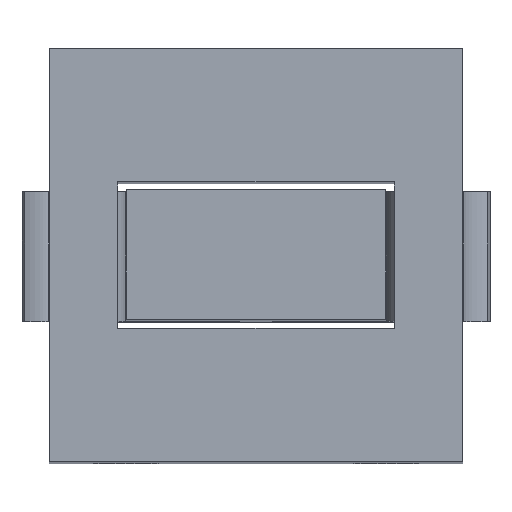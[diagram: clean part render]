
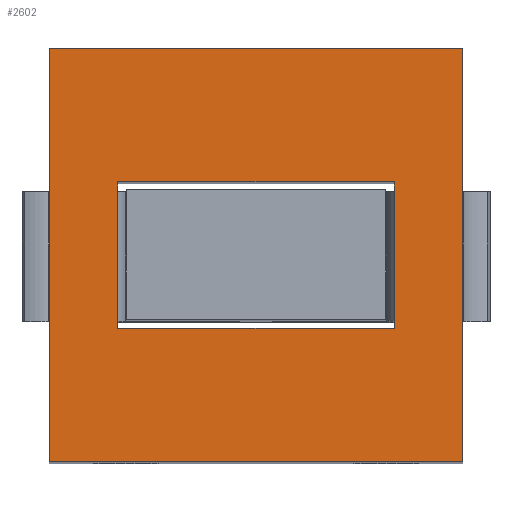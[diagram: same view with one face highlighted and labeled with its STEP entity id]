
A CAD part, top view. The second image highlights one B-rep face of the part: STEP entity #2602.
In plain terms, the highlighted planar face has unit normal (0, 0, 1).
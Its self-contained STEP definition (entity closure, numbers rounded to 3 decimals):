
#170=FACE_BOUND('',#317,.T.);
#181=FACE_OUTER_BOUND('',#316,.T.);
#316=EDGE_LOOP('',(#1728,#1729,#1730,#1731));
#317=EDGE_LOOP('',(#1732,#1733,#1734,#1735));
#462=LINE('',#3612,#770);
#463=LINE('',#3614,#771);
#464=LINE('',#3616,#772);
#465=LINE('',#3617,#773);
#466=LINE('',#3620,#774);
#467=LINE('',#3622,#775);
#468=LINE('',#3624,#776);
#469=LINE('',#3625,#777);
#770=VECTOR('',#2955,10.);
#771=VECTOR('',#2956,10.);
#772=VECTOR('',#2957,10.);
#773=VECTOR('',#2958,10.);
#774=VECTOR('',#2959,10.);
#775=VECTOR('',#2960,10.);
#776=VECTOR('',#2961,10.);
#777=VECTOR('',#2962,10.);
#1078=VERTEX_POINT('',#3610);
#1079=VERTEX_POINT('',#3611);
#1080=VERTEX_POINT('',#3613);
#1081=VERTEX_POINT('',#3615);
#1082=VERTEX_POINT('',#3618);
#1083=VERTEX_POINT('',#3619);
#1084=VERTEX_POINT('',#3621);
#1085=VERTEX_POINT('',#3623);
#1338=EDGE_CURVE('',#1078,#1079,#462,.T.);
#1339=EDGE_CURVE('',#1080,#1078,#463,.T.);
#1340=EDGE_CURVE('',#1081,#1080,#464,.T.);
#1341=EDGE_CURVE('',#1079,#1081,#465,.T.);
#1342=EDGE_CURVE('',#1082,#1083,#466,.T.);
#1343=EDGE_CURVE('',#1084,#1082,#467,.T.);
#1344=EDGE_CURVE('',#1085,#1084,#468,.T.);
#1345=EDGE_CURVE('',#1083,#1085,#469,.T.);
#1728=ORIENTED_EDGE('',*,*,#1338,.F.);
#1729=ORIENTED_EDGE('',*,*,#1339,.F.);
#1730=ORIENTED_EDGE('',*,*,#1340,.F.);
#1731=ORIENTED_EDGE('',*,*,#1341,.F.);
#1732=ORIENTED_EDGE('',*,*,#1342,.F.);
#1733=ORIENTED_EDGE('',*,*,#1343,.F.);
#1734=ORIENTED_EDGE('',*,*,#1344,.F.);
#1735=ORIENTED_EDGE('',*,*,#1345,.F.);
#2508=PLANE('',#2776);
#2602=ADVANCED_FACE('',(#181,#170),#2508,.F.);
#2776=AXIS2_PLACEMENT_3D('',#3609,#2953,#2954);
#2953=DIRECTION('center_axis',(0.,0.,-1.));
#2954=DIRECTION('ref_axis',(-1.,0.,0.));
#2955=DIRECTION('',(1.,0.,0.));
#2956=DIRECTION('',(0.,1.,0.));
#2957=DIRECTION('',(-1.,0.,0.));
#2958=DIRECTION('',(0.,-1.,0.));
#2959=DIRECTION('',(-1.,0.,0.));
#2960=DIRECTION('',(0.,1.,0.));
#2961=DIRECTION('',(1.,0.,0.));
#2962=DIRECTION('',(0.,-1.,0.));
#3609=CARTESIAN_POINT('Origin',(0.,0.,33.));
#3610=CARTESIAN_POINT('',(-6.364,6.364,33.));
#3611=CARTESIAN_POINT('',(6.364,6.364,33.));
#3612=CARTESIAN_POINT('',(3.182,6.364,33.));
#3613=CARTESIAN_POINT('',(-6.364,-6.364,33.));
#3614=CARTESIAN_POINT('',(-6.364,3.182,33.));
#3615=CARTESIAN_POINT('',(6.364,-6.364,33.));
#3616=CARTESIAN_POINT('',(-3.182,-6.364,33.));
#3617=CARTESIAN_POINT('',(6.364,-3.182,33.));
#3618=CARTESIAN_POINT('',(4.25,2.25,33.));
#3619=CARTESIAN_POINT('',(-4.25,2.25,33.));
#3620=CARTESIAN_POINT('',(-2.,2.25,33.));
#3621=CARTESIAN_POINT('',(4.25,-2.25,33.));
#3622=CARTESIAN_POINT('',(4.25,1.,33.));
#3623=CARTESIAN_POINT('',(-4.25,-2.25,33.));
#3624=CARTESIAN_POINT('',(2.,-2.25,33.));
#3625=CARTESIAN_POINT('',(-4.25,-1.,33.));
